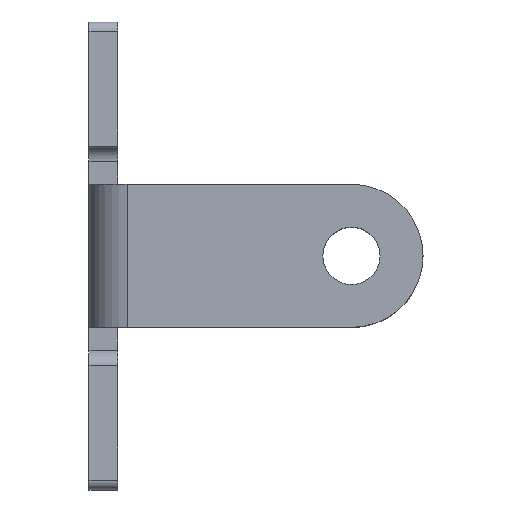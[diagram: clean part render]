
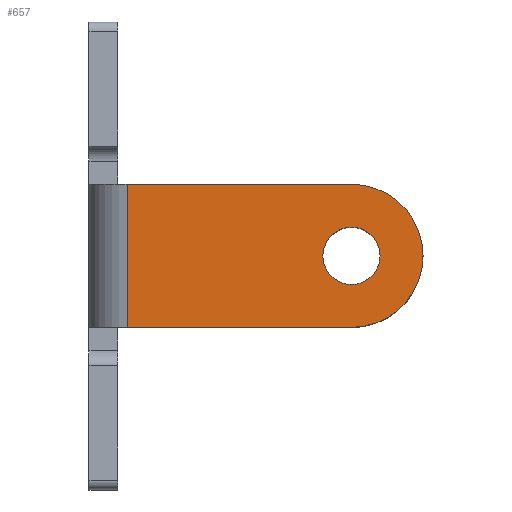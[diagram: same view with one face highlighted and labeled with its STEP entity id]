
A CAD part, top view. The second image highlights one B-rep face of the part: STEP entity #657.
In plain terms, the highlighted planar face has unit normal (0, 0, 1).
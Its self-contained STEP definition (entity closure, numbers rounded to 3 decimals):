
#1 = AXIS2_PLACEMENT_3D ( 'NONE', #1490, #801, #1370 ) ;
#26 = FACE_OUTER_BOUND ( 'NONE', #1028, .T. ) ;
#48 = EDGE_CURVE ( 'NONE', #789, #220, #638, .T. ) ;
#73 = DIRECTION ( 'NONE',  ( -1., 0., 0. ) ) ;
#156 = VERTEX_POINT ( 'NONE', #776 ) ;
#220 = VERTEX_POINT ( 'NONE', #923 ) ;
#242 = AXIS2_PLACEMENT_3D ( 'NONE', #1316, #859, #644 ) ;
#268 = AXIS2_PLACEMENT_3D ( 'NONE', #576, #619, #740 ) ;
#298 = EDGE_CURVE ( 'NONE', #220, #789, #614, .T. ) ;
#317 = AXIS2_PLACEMENT_3D ( 'NONE', #785, #768, #73 ) ;
#324 = DIRECTION ( 'NONE',  ( 0., 1., 0. ) ) ;
#343 = ORIENTED_EDGE ( 'NONE', *, *, #48, .T. ) ;
#367 = CARTESIAN_POINT ( 'NONE',  ( 13.75, 3.75, 4.75 ) ) ;
#443 = CARTESIAN_POINT ( 'NONE',  ( 2., -3.75, 4.75 ) ) ;
#470 = EDGE_CURVE ( 'NONE', #1063, #988, #1252, .T. ) ;
#515 = EDGE_CURVE ( 'NONE', #1312, #156, #938, .T. ) ;
#544 = ORIENTED_EDGE ( 'NONE', *, *, #968, .T. ) ;
#560 = EDGE_LOOP ( 'NONE', ( #343, #658 ) ) ;
#576 = CARTESIAN_POINT ( 'NONE',  ( 13.75, 0., 4.75 ) ) ;
#599 = DIRECTION ( 'NONE',  ( -1., 0., 0. ) ) ;
#614 = CIRCLE ( 'NONE', #268, 1.5 ) ;
#619 = DIRECTION ( 'NONE',  ( 0., 0., -1. ) ) ;
#638 = CIRCLE ( 'NONE', #242, 1.5 ) ;
#644 = DIRECTION ( 'NONE',  ( -1., 0., 0. ) ) ;
#657 = ADVANCED_FACE ( 'NONE', ( #827, #26 ), #1339, .F. ) ;
#658 = ORIENTED_EDGE ( 'NONE', *, *, #298, .T. ) ;
#666 = CARTESIAN_POINT ( 'NONE',  ( 2., -12.251, 4.75 ) ) ;
#739 = LINE ( 'NONE', #1030, #1159 ) ;
#740 = DIRECTION ( 'NONE',  ( -1., 0., 0. ) ) ;
#768 = DIRECTION ( 'NONE',  ( 0., 0., -1. ) ) ;
#776 = CARTESIAN_POINT ( 'NONE',  ( 2., 3.75, 4.75 ) ) ;
#785 = CARTESIAN_POINT ( 'NONE',  ( 13.75, 0., 4.75 ) ) ;
#789 = VERTEX_POINT ( 'NONE', #1253 ) ;
#801 = DIRECTION ( 'NONE',  ( 0., 0., -1. ) ) ;
#827 = FACE_BOUND ( 'NONE', #560, .T. ) ;
#859 = DIRECTION ( 'NONE',  ( 0., 0., -1. ) ) ;
#923 = CARTESIAN_POINT ( 'NONE',  ( 15.25, 0., 4.75 ) ) ;
#938 = LINE ( 'NONE', #666, #1206 ) ;
#968 = EDGE_CURVE ( 'NONE', #1063, #156, #1071, .T. ) ;
#988 = VERTEX_POINT ( 'NONE', #1173 ) ;
#1028 = EDGE_LOOP ( 'NONE', ( #544, #1132, #1150, #1198 ) ) ;
#1030 = CARTESIAN_POINT ( 'NONE',  ( 17.5, -3.75, 4.75 ) ) ;
#1063 = VERTEX_POINT ( 'NONE', #367 ) ;
#1071 = LINE ( 'NONE', #1498, #1495 ) ;
#1132 = ORIENTED_EDGE ( 'NONE', *, *, #515, .F. ) ;
#1150 = ORIENTED_EDGE ( 'NONE', *, *, #1349, .F. ) ;
#1159 = VECTOR ( 'NONE', #1164, 1000. ) ;
#1164 = DIRECTION ( 'NONE',  ( -1., 0., 0. ) ) ;
#1173 = CARTESIAN_POINT ( 'NONE',  ( 13.75, -3.75, 4.75 ) ) ;
#1198 = ORIENTED_EDGE ( 'NONE', *, *, #470, .F. ) ;
#1206 = VECTOR ( 'NONE', #324, 1000. ) ;
#1252 = CIRCLE ( 'NONE', #317, 3.75 ) ;
#1253 = CARTESIAN_POINT ( 'NONE',  ( 12.25, 0., 4.75 ) ) ;
#1312 = VERTEX_POINT ( 'NONE', #443 ) ;
#1316 = CARTESIAN_POINT ( 'NONE',  ( 13.75, 0., 4.75 ) ) ;
#1339 = PLANE ( 'NONE',  #1 ) ;
#1349 = EDGE_CURVE ( 'NONE', #988, #1312, #739, .T. ) ;
#1370 = DIRECTION ( 'NONE',  ( 0., 1., 0. ) ) ;
#1490 = CARTESIAN_POINT ( 'NONE',  ( 1.5, 0., 4.75 ) ) ;
#1495 = VECTOR ( 'NONE', #599, 1000. ) ;
#1498 = CARTESIAN_POINT ( 'NONE',  ( 17.5, 3.75, 4.75 ) ) ;
